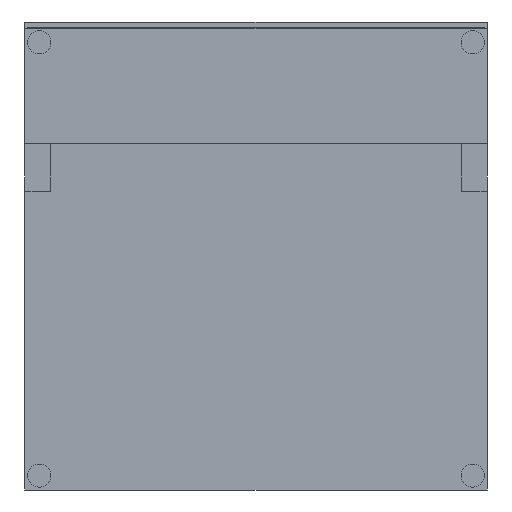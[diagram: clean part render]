
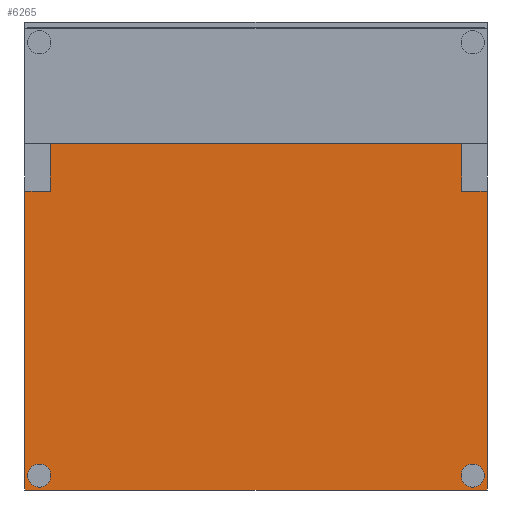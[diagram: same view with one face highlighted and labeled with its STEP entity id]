
A CAD part, front view. The second image highlights one B-rep face of the part: STEP entity #6265.
In plain terms, the highlighted planar face has unit normal (0, -1, 0).
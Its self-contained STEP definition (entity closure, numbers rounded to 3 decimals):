
#391=FACE_OUTER_BOUND('',#769,.T.);
#769=EDGE_LOOP('',(#4192,#4193,#4194,#4195,#4196,#4197,#4198,#4199));
#1157=LINE('',#9166,#1878);
#1161=LINE('',#9174,#1882);
#1166=LINE('',#9183,#1887);
#1169=LINE('',#9189,#1890);
#1170=LINE('',#9192,#1891);
#1173=LINE('',#9199,#1894);
#1177=LINE('',#9206,#1898);
#1179=LINE('',#9209,#1900);
#1878=VECTOR('',#7287,10.);
#1882=VECTOR('',#7293,10.);
#1887=VECTOR('',#7304,10.);
#1890=VECTOR('',#7309,10.);
#1891=VECTOR('',#7312,10.);
#1894=VECTOR('',#7317,10.);
#1898=VECTOR('',#7323,10.);
#1900=VECTOR('',#7327,10.);
#2595=VERTEX_POINT('',#9163);
#2596=VERTEX_POINT('',#9165);
#2598=VERTEX_POINT('',#9171);
#2599=VERTEX_POINT('',#9173);
#2602=VERTEX_POINT('',#9187);
#2603=VERTEX_POINT('',#9191);
#2605=VERTEX_POINT('',#9197);
#2606=VERTEX_POINT('',#9198);
#3219=EDGE_CURVE('',#2596,#2595,#1157,.T.);
#3223=EDGE_CURVE('',#2598,#2599,#1161,.T.);
#3228=EDGE_CURVE('',#2595,#2599,#1166,.T.);
#3231=EDGE_CURVE('',#2602,#2598,#1169,.T.);
#3232=EDGE_CURVE('',#2596,#2603,#1170,.T.);
#3235=EDGE_CURVE('',#2605,#2606,#1173,.T.);
#3239=EDGE_CURVE('',#2603,#2605,#1177,.T.);
#3241=EDGE_CURVE('',#2606,#2602,#1179,.T.);
#4192=ORIENTED_EDGE('',*,*,#3241,.F.);
#4193=ORIENTED_EDGE('',*,*,#3235,.F.);
#4194=ORIENTED_EDGE('',*,*,#3239,.F.);
#4195=ORIENTED_EDGE('',*,*,#3232,.F.);
#4196=ORIENTED_EDGE('',*,*,#3219,.T.);
#4197=ORIENTED_EDGE('',*,*,#3228,.T.);
#4198=ORIENTED_EDGE('',*,*,#3223,.F.);
#4199=ORIENTED_EDGE('',*,*,#3231,.F.);
#5969=PLANE('',#6700);
#6265=ADVANCED_FACE('',(#391),#5969,.F.);
#6700=AXIS2_PLACEMENT_3D('',#9212,#7331,#7332);
#7287=DIRECTION('',(0.,0.,1.));
#7293=DIRECTION('',(0.,0.,1.));
#7304=DIRECTION('',(-1.,0.,0.));
#7309=DIRECTION('',(1.,0.,0.));
#7312=DIRECTION('',(1.,0.,0.));
#7317=DIRECTION('',(-1.,0.,0.));
#7323=DIRECTION('',(0.,0.,-1.));
#7327=DIRECTION('',(0.,0.,1.));
#7331=DIRECTION('center_axis',(0.,1.,0.));
#7332=DIRECTION('ref_axis',(0.,0.,1.));
#9163=CARTESIAN_POINT('',(356.,0.,341.5));
#9165=CARTESIAN_POINT('',(356.,0.,258.5));
#9166=CARTESIAN_POINT('',(356.,0.,258.5));
#9171=CARTESIAN_POINT('',(-356.,0.,258.5));
#9173=CARTESIAN_POINT('',(-356.,0.,341.5));
#9174=CARTESIAN_POINT('',(-356.,0.,258.5));
#9183=CARTESIAN_POINT('',(-178.,0.,341.5));
#9187=CARTESIAN_POINT('',(-400.,0.,258.5));
#9189=CARTESIAN_POINT('',(-400.,0.,258.5));
#9191=CARTESIAN_POINT('',(400.,0.,258.5));
#9192=CARTESIAN_POINT('',(-400.,0.,258.5));
#9197=CARTESIAN_POINT('',(400.,0.,-258.5));
#9198=CARTESIAN_POINT('',(-400.,0.,-258.5));
#9199=CARTESIAN_POINT('',(400.,0.,-258.5));
#9206=CARTESIAN_POINT('',(400.,0.,258.5));
#9209=CARTESIAN_POINT('',(-400.,0.,-258.5));
#9212=CARTESIAN_POINT('Origin',(0.,0.,0.));
